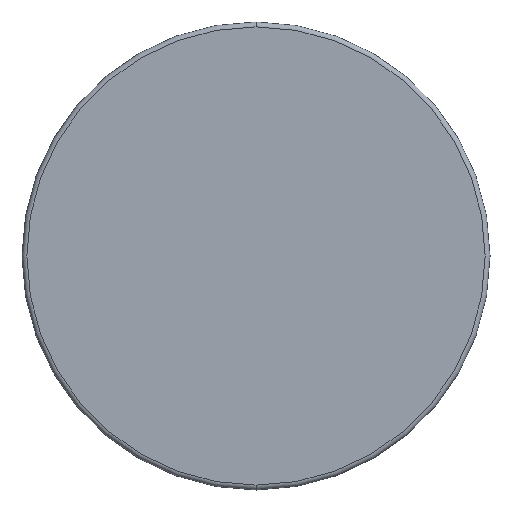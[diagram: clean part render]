
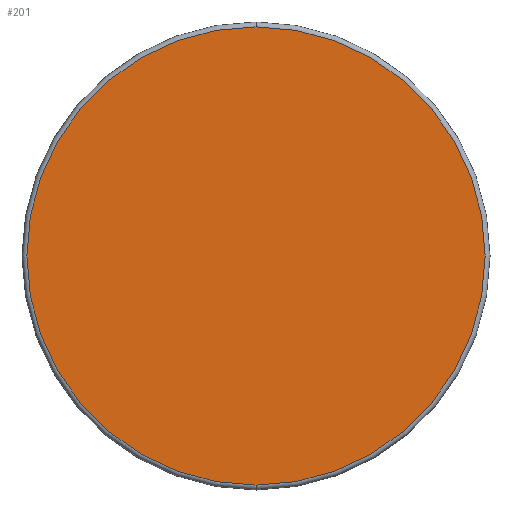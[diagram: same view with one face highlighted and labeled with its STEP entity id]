
A CAD part, front view. The second image highlights one B-rep face of the part: STEP entity #201.
In plain terms, the highlighted planar face has unit normal (0, -1, 0).
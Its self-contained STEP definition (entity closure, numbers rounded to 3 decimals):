
#201 = ADVANCED_FACE ( 'NONE', ( #804 ), #2188, .T. ) ;
#562 = EDGE_LOOP ( 'NONE', ( #5372, #1874 ) ) ;
#596 = CARTESIAN_POINT ( 'NONE',  ( 0., -1., 0. ) ) ;
#804 = FACE_OUTER_BOUND ( 'NONE', #562, .T. ) ;
#918 = DIRECTION ( 'NONE',  ( 0., 0., -1. ) ) ;
#938 = DIRECTION ( 'NONE',  ( 0., -1., 0. ) ) ;
#1874 = ORIENTED_EDGE ( 'NONE', *, *, #4931, .T. ) ;
#2188 = PLANE ( 'NONE',  #3577 ) ;
#2947 = CARTESIAN_POINT ( 'NONE',  ( 0., -1., 0. ) ) ;
#3299 = AXIS2_PLACEMENT_3D ( 'NONE', #2947, #938, #918 ) ;
#3577 = AXIS2_PLACEMENT_3D ( 'NONE', #596, #5763, #4781 ) ;
#3687 = CARTESIAN_POINT ( 'NONE',  ( 0., -1., 23.5 ) ) ;
#3729 = VERTEX_POINT ( 'NONE', #3687 ) ;
#4006 = VERTEX_POINT ( 'NONE', #4671 ) ;
#4380 = CIRCLE ( 'NONE', #3299, 23.5 ) ;
#4671 = CARTESIAN_POINT ( 'NONE',  ( 0., -1., -23.5 ) ) ;
#4781 = DIRECTION ( 'NONE',  ( 0., 0., -1. ) ) ;
#4931 = EDGE_CURVE ( 'NONE', #3729, #4006, #5109, .T. ) ;
#4974 = AXIS2_PLACEMENT_3D ( 'NONE', #6207, #6711, #5172 ) ;
#5109 = CIRCLE ( 'NONE', #4974, 23.5 ) ;
#5172 = DIRECTION ( 'NONE',  ( 0., 0., -1. ) ) ;
#5372 = ORIENTED_EDGE ( 'NONE', *, *, #5741, .T. ) ;
#5741 = EDGE_CURVE ( 'NONE', #4006, #3729, #4380, .T. ) ;
#5763 = DIRECTION ( 'NONE',  ( 0., -1., 0. ) ) ;
#6207 = CARTESIAN_POINT ( 'NONE',  ( 0., -1., 0. ) ) ;
#6711 = DIRECTION ( 'NONE',  ( 0., -1., 0. ) ) ;
